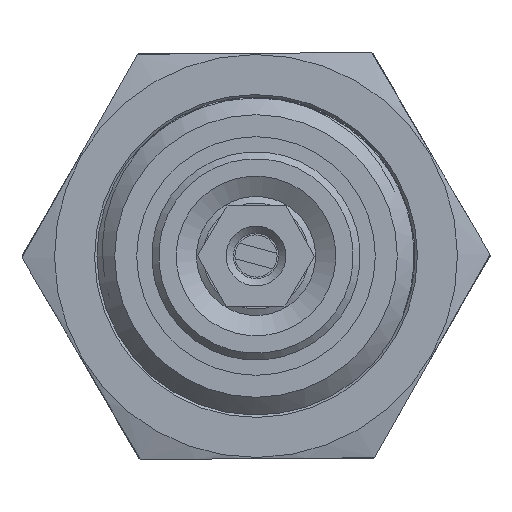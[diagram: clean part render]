
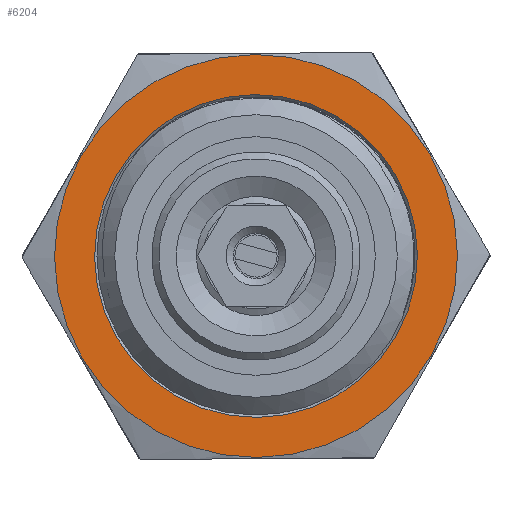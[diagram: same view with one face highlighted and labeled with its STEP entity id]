
A CAD part, left-side view. The second image highlights one B-rep face of the part: STEP entity #6204.
In plain terms, the highlighted planar face has unit normal (-1, 0, 0).
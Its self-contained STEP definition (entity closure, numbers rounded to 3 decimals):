
#6153=CARTESIAN_POINT('',(0.0,-8.854,0.));
#6154=VERTEX_POINT('',#6153);
#6155=CARTESIAN_POINT('',(0.0,0.0,0.0));
#6156=DIRECTION('',(-1.0,0.0,0.0));
#6157=DIRECTION('',(0.0,1.0,0.0));
#6158=AXIS2_PLACEMENT_3D('',#6155,#6156,#6157);
#6159=CIRCLE('',#6158,8.854);
#6160=EDGE_CURVE('',#6154,#6154,#6159,.T.);
#6185=CARTESIAN_POINT('',(0.0,5.525,0.0));
#6186=DIRECTION('',(-1.0,0.0,0.0));
#6187=DIRECTION('',(0.0,0.0,1.0));
#6188=AXIS2_PLACEMENT_3D('',#6185,#6186,#6187);
#6189=PLANE('',#6188);
#6190=CARTESIAN_POINT('',(0.0,11.049,0.0));
#6191=VERTEX_POINT('',#6190);
#6192=CARTESIAN_POINT('',(0.0,0.0,0.0));
#6193=DIRECTION('',(1.0,0.0,0.0));
#6194=DIRECTION('',(0.0,1.0,0.0));
#6195=AXIS2_PLACEMENT_3D('',#6192,#6193,#6194);
#6196=CIRCLE('',#6195,11.049);
#6197=EDGE_CURVE('',#6191,#6191,#6196,.T.);
#6198=ORIENTED_EDGE('',*,*,#6197,.F.);
#6199=EDGE_LOOP('',(#6198));
#6200=FACE_OUTER_BOUND('',#6199,.T.);
#6201=ORIENTED_EDGE('',*,*,#6160,.F.);
#6202=EDGE_LOOP('',(#6201));
#6203=FACE_BOUND('',#6202,.T.);
#6204=ADVANCED_FACE('',(#6200,#6203),#6189,.T.);
